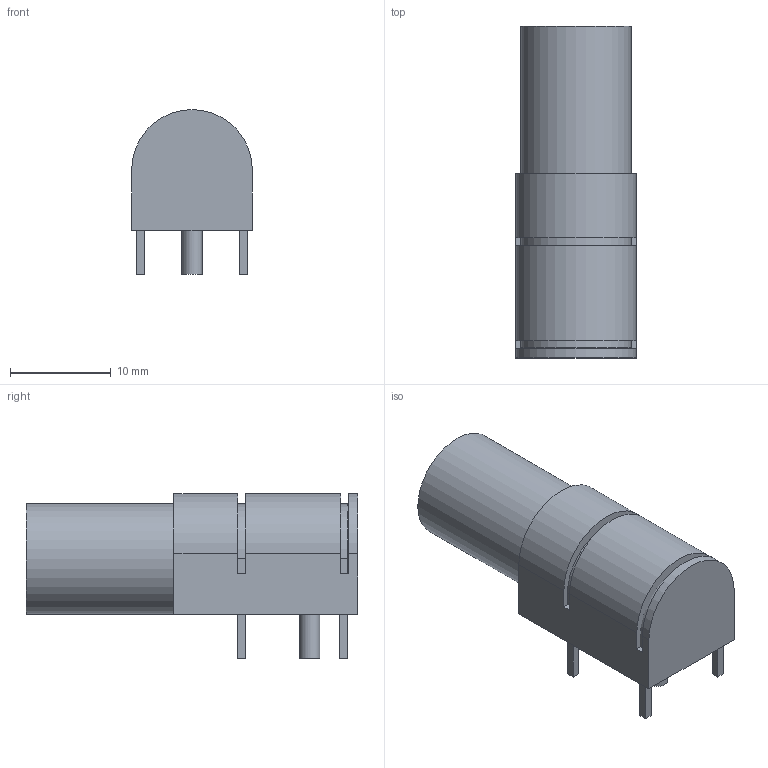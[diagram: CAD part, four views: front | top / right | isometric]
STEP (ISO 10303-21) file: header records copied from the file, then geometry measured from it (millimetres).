
FILE_DESCRIPTION(('FreeCAD Model'),'2;1');
FILE_NAME('Open CASCADE Shape Model','2022-03-26T00:30:40',('Author'),( ''),'Open CASCADE STEP processor 7.5','FreeCAD','Unknown');
FILE_SCHEMA(('AUTOMOTIVE_DESIGN { 1 0 10303 214 1 1 1 1 }'));
Length unit declared in the file: millimetre
Products named in the file (6): Part; Corps principal; Anneau intérieur; Pin verticale 1; Pin verticale 2; Pin principale
Assembly tree (5 placements, depth 2):
  Part
    Corps principal
    Anneau intérieur
    Pin verticale 1
    Pin verticale 2
    Pin principale
Bounding box: 12 x 33 x 16.4 mm (x, y, z)
Volume: 2417.3 mm3; surface area: 4676.6 mm2
Topology: 5 solids, 5 shells, 56 faces, 134 edges, 89 vertices
Faces by surface type: plane 42, cylinder 14
Full cylindrical faces by diameter (mm): 2 x1, 4 x1, 5 x4, 6 x1, 10 x1, 11 x1
Entity records: 1787 total; most frequent: DIRECTION 291, CARTESIAN_POINT 285, ORIENTED_EDGE 268, EDGE_CURVE 134, LINE 101, VECTOR 101, AXIS2_PLACEMENT_3D 95, VERTEX_POINT 89
